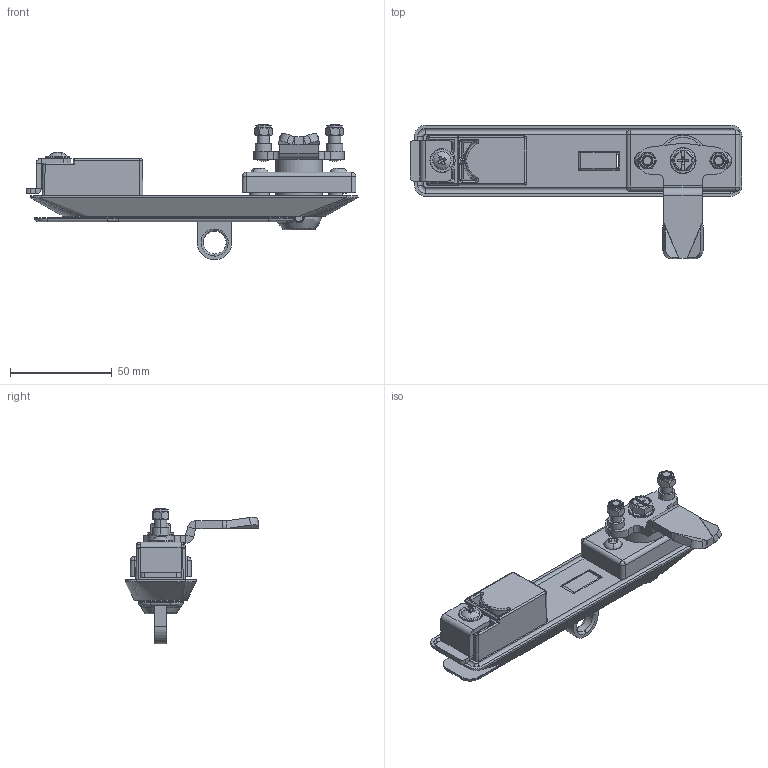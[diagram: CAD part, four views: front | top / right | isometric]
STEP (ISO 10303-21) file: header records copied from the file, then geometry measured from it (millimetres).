
FILE_DESCRIPTION (( 'STEP AP203' ), '1' );
FILE_NAME ('KI29.00.1214.STEP', '2022-04-29T05:25:17', ( '' ), ( '' ), 'SwSTEP 2.0', 'SolidWorks 2021', '' );
FILE_SCHEMA (( 'CONFIG_CONTROL_DESIGN' ));
Length unit declared in the file: millimetre
Products named in the file (1): KI29.00.1214
Bounding box: 163.2 x 65.78 x 66.7 mm (x, y, z)
Surface area: 34319.4 mm2 (no closed solid volume)
Topology: 0 solids, 34 shells, 468 faces, 1581 edges, 1143 vertices
Faces by surface type: plane 208, cylinder 112, bspline 65, torus 40, cone 31, sphere 12
Entity records: 23600 total; most frequent: CARTESIAN_POINT 11162, ORIENTED_EDGE 2530, DIRECTION 2224, EDGE_CURVE 1580, VERTEX_POINT 1143, AXIS2_PLACEMENT_3D 808, LINE 608, VECTOR 608
